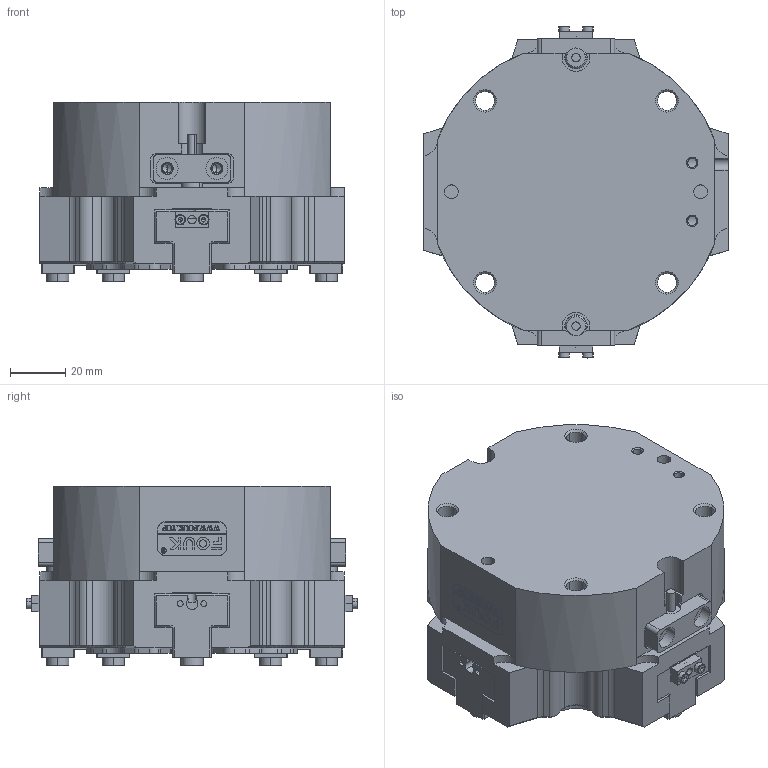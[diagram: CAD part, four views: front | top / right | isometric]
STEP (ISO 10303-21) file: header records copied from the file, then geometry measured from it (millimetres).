
FILE_DESCRIPTION (( 'STEP AP203' ), '1' );
FILE_NAME ('TF75-118.STEP', '2024-12-09T01:54:42', ( 'USER-' ), ( 'Microsoft' ), 'SwSTEP 2.0', 'SolidWorks 2018', '' );
FILE_SCHEMA (( 'CONFIG_CONTROL_DESIGN' ));
Length unit declared in the file: millimetre
Products named in the file (11): TF75-118-M-01褲极; 揤极18; 8x18諉輪羲壽; 埴翐芛_GB_FASTENER_SCREWS_HSHCS M2X8-N; 8x6隅弇杶; 揤輸杅耀.sldasm-Part-9; 揤輸蚾饜极; TF75-118-M-06笢猾啣; 25x12-R3; TF75-118; 蜊秶TF75賑輸
Assembly tree (24 placements, depth 3):
  TF75-118
    TF75-118-M-01褲极
    蜊秶TF75賑輸  x4
    揤极18  x2
    TF75-118-M-06笢猾啣
    8x18諉輪羲壽  x2
    8x6隅弇杶  x8
    25x12-R3
    揤輸蚾饜极  x2
      揤輸杅耀.sldasm-Part-9
      埴翐芛_GB_FASTENER_SCREWS_HSHCS M2X8-N
Bounding box: 110 x 119.97 x 65 mm (x, y, z)
Volume: 488096.1 mm3; surface area: 99471.5 mm2
Topology: 25 solids, 27 shells, 1543 faces, 4003 edges, 2565 vertices
Faces by surface type: plane 753, cylinder 415, cone 212, bspline 155, torus 8
Entity records: 40813 total; most frequent: CARTESIAN_POINT 12385, ORIENTED_EDGE 5798, DIRECTION 5254, EDGE_CURVE 2899, VERTEX_POINT 1890, VECTOR 1836, LINE 1836, AXIS2_PLACEMENT_3D 1709
